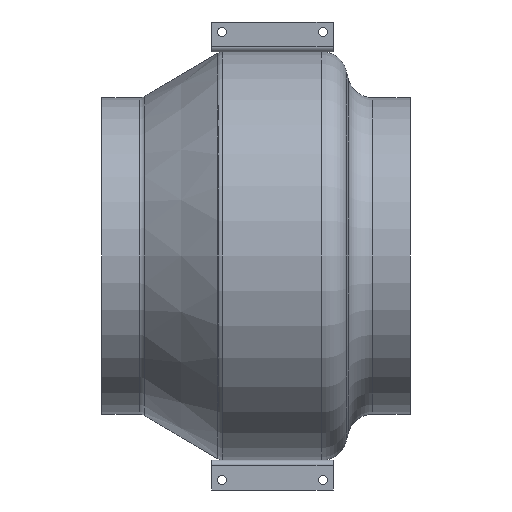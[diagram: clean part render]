
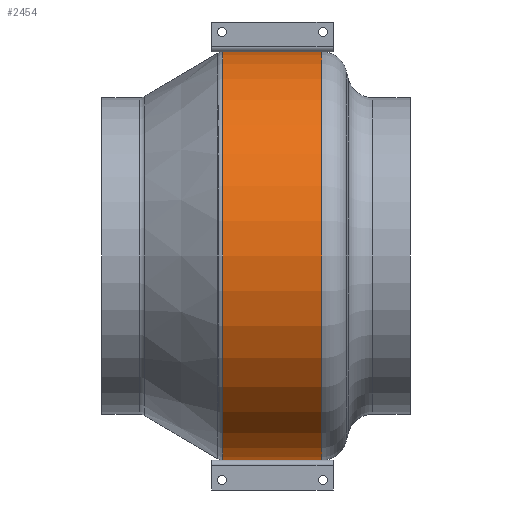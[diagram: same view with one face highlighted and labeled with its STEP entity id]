
A CAD part, front view. The second image highlights one B-rep face of the part: STEP entity #2454.
In plain terms, the highlighted cylindrical face has radius 202 mm (diameter 404 mm), a partial arc.
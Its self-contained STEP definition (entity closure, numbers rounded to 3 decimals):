
#63 = VERTEX_POINT ( 'NONE', #4771 ) ;
#69 = VERTEX_POINT ( 'NONE', #4814 ) ;
#2224 = VERTEX_POINT ( 'NONE', #5002 ) ;
#2240 = VERTEX_POINT ( 'NONE', #5031 ) ;
#2387 = EDGE_CURVE ( 'NONE', #63, #69, #5302, .T. ) ;
#2400 = EDGE_CURVE ( 'NONE', #2240, #2224, #5340, .T. ) ;
#2454 = ADVANCED_FACE ( 'NONE', ( #5451 ), #5450, .T. ) ;
#2455 = EDGE_LOOP ( 'NONE', ( #2456, #2457, #2459, #2460 ) ) ;
#2456 = ORIENTED_EDGE ( 'NONE', *, *, #2400, .F. ) ;
#2457 = ORIENTED_EDGE ( 'NONE', *, *, #2458, .T. ) ;
#2458 = EDGE_CURVE ( 'NONE', #2240, #63, #5449, .T. ) ;
#2459 = ORIENTED_EDGE ( 'NONE', *, *, #2387, .T. ) ;
#2460 = ORIENTED_EDGE ( 'NONE', *, *, #2461, .F. ) ;
#2461 = EDGE_CURVE ( 'NONE', #2224, #69, #5440, .T. ) ;
#4771 = CARTESIAN_POINT ( 'NONE',  ( 217.591, 0., 202. ) ) ;
#4814 = CARTESIAN_POINT ( 'NONE',  ( 119.845, 0., 202. ) ) ;
#5002 = CARTESIAN_POINT ( 'NONE',  ( 119.845, 0., -202. ) ) ;
#5031 = CARTESIAN_POINT ( 'NONE',  ( 217.591, 0., -202. ) ) ;
#5299 = DIRECTION ( 'NONE',  ( -1., 0., 0. ) ) ;
#5300 = VECTOR ( 'NONE', #5299, 1000. ) ;
#5301 = CARTESIAN_POINT ( 'NONE',  ( 0., 0., 202. ) ) ;
#5302 = LINE ( 'NONE', #5301, #5300 ) ;
#5337 = DIRECTION ( 'NONE',  ( -1., 0., 0. ) ) ;
#5338 = VECTOR ( 'NONE', #5337, 1000. ) ;
#5339 = CARTESIAN_POINT ( 'NONE',  ( 0., 0., -202. ) ) ;
#5340 = LINE ( 'NONE', #5339, #5338 ) ;
#5436 = DIRECTION ( 'NONE',  ( 0., 0., 1. ) ) ;
#5437 = DIRECTION ( 'NONE',  ( -1., 0., 0. ) ) ;
#5438 = CARTESIAN_POINT ( 'NONE',  ( 119.845, 0., 0. ) ) ;
#5439 = AXIS2_PLACEMENT_3D ( 'NONE', #5438, #5437, #5436 ) ;
#5440 = CIRCLE ( 'NONE', #5439, 202. ) ;
#5441 = DIRECTION ( 'NONE',  ( 0., 0., 1. ) ) ;
#5442 = DIRECTION ( 'NONE',  ( -1., 0., 0. ) ) ;
#5443 = CARTESIAN_POINT ( 'NONE',  ( 217.591, 0., 0. ) ) ;
#5444 = AXIS2_PLACEMENT_3D ( 'NONE', #5443, #5442, #5441 ) ;
#5445 = DIRECTION ( 'NONE',  ( 0., 0., 1. ) ) ;
#5446 = DIRECTION ( 'NONE',  ( -1., 0., 0. ) ) ;
#5447 = CARTESIAN_POINT ( 'NONE',  ( 0., 0., 0. ) ) ;
#5448 = AXIS2_PLACEMENT_3D ( 'NONE', #5447, #5446, #5445 ) ;
#5449 = CIRCLE ( 'NONE', #5444, 202. ) ;
#5450 = CYLINDRICAL_SURFACE ( 'NONE', #5448, 202. ) ;
#5451 = FACE_OUTER_BOUND ( 'NONE', #2455, .T. ) ;
